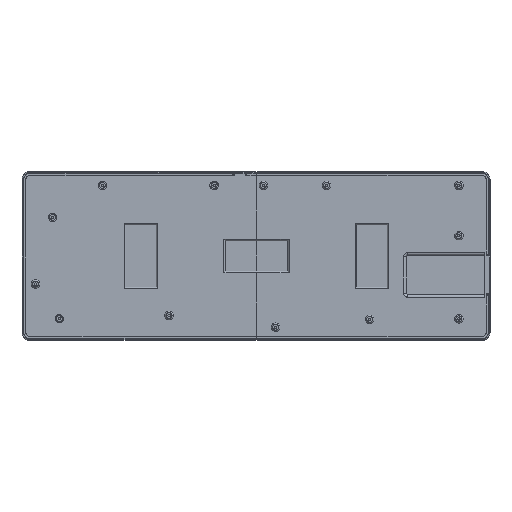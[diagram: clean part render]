
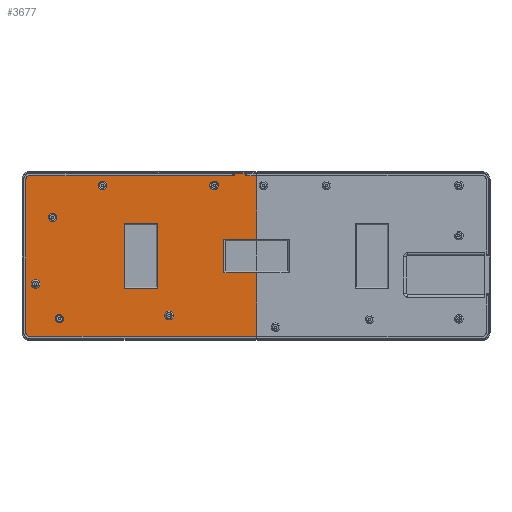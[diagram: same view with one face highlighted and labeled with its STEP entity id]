
A CAD part, top view. The second image highlights one B-rep face of the part: STEP entity #3677.
In plain terms, the highlighted face is planar.
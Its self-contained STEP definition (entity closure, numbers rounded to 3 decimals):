
#181=FACE_BOUND('',#617,.T.);
#182=FACE_BOUND('',#618,.T.);
#183=FACE_BOUND('',#619,.T.);
#184=FACE_BOUND('',#620,.T.);
#185=FACE_BOUND('',#621,.T.);
#186=FACE_BOUND('',#622,.T.);
#187=FACE_BOUND('',#623,.T.);
#214=CIRCLE('',#3946,3.);
#215=CIRCLE('',#3947,3.);
#216=CIRCLE('',#3948,3.25);
#217=CIRCLE('',#3949,3.25);
#218=CIRCLE('',#3950,3.25);
#219=CIRCLE('',#3951,3.25);
#220=CIRCLE('',#3952,3.25);
#221=CIRCLE('',#3953,3.25);
#375=FACE_OUTER_BOUND('',#616,.T.);
#616=EDGE_LOOP('',(#2520,#2521,#2522,#2523,#2524,#2525,#2526,#2527,#2528,
#2529,#2530,#2531,#2532,#2533));
#617=EDGE_LOOP('',(#2534));
#618=EDGE_LOOP('',(#2535));
#619=EDGE_LOOP('',(#2536));
#620=EDGE_LOOP('',(#2537));
#621=EDGE_LOOP('',(#2538));
#622=EDGE_LOOP('',(#2539));
#623=EDGE_LOOP('',(#2540,#2541,#2542,#2543));
#898=LINE('',#5527,#1252);
#902=LINE('',#5536,#1256);
#907=LINE('',#5544,#1261);
#908=LINE('',#5546,#1262);
#915=LINE('',#5561,#1269);
#916=LINE('',#5563,#1270);
#917=LINE('',#5565,#1271);
#918=LINE('',#5567,#1272);
#919=LINE('',#5569,#1273);
#920=LINE('',#5571,#1274);
#921=LINE('',#5573,#1275);
#922=LINE('',#5575,#1276);
#923=LINE('',#5577,#1277);
#924=LINE('',#5581,#1278);
#925=LINE('',#5585,#1279);
#926=LINE('',#5586,#1280);
#1252=VECTOR('',#4374,10.);
#1256=VECTOR('',#4380,10.);
#1261=VECTOR('',#4387,10.);
#1262=VECTOR('',#4390,10.);
#1269=VECTOR('',#4403,10.);
#1270=VECTOR('',#4404,10.);
#1271=VECTOR('',#4405,10.);
#1272=VECTOR('',#4406,10.);
#1273=VECTOR('',#4407,10.);
#1274=VECTOR('',#4408,10.);
#1275=VECTOR('',#4409,10.);
#1276=VECTOR('',#4410,10.);
#1277=VECTOR('',#4411,10.);
#1278=VECTOR('',#4414,10.);
#1279=VECTOR('',#4417,10.);
#1280=VECTOR('',#4418,10.);
#1598=VERTEX_POINT('',#5525);
#1599=VERTEX_POINT('',#5526);
#1602=VERTEX_POINT('',#5534);
#1603=VERTEX_POINT('',#5535);
#1609=VERTEX_POINT('',#5559);
#1610=VERTEX_POINT('',#5560);
#1611=VERTEX_POINT('',#5562);
#1612=VERTEX_POINT('',#5564);
#1613=VERTEX_POINT('',#5566);
#1614=VERTEX_POINT('',#5568);
#1615=VERTEX_POINT('',#5570);
#1616=VERTEX_POINT('',#5572);
#1617=VERTEX_POINT('',#5574);
#1618=VERTEX_POINT('',#5576);
#1619=VERTEX_POINT('',#5578);
#1620=VERTEX_POINT('',#5580);
#1621=VERTEX_POINT('',#5582);
#1622=VERTEX_POINT('',#5584);
#1623=VERTEX_POINT('',#5587);
#1624=VERTEX_POINT('',#5589);
#1625=VERTEX_POINT('',#5591);
#1626=VERTEX_POINT('',#5593);
#1627=VERTEX_POINT('',#5595);
#1628=VERTEX_POINT('',#5597);
#1941=EDGE_CURVE('',#1598,#1599,#898,.T.);
#1945=EDGE_CURVE('',#1602,#1603,#902,.T.);
#1950=EDGE_CURVE('',#1603,#1598,#907,.T.);
#1951=EDGE_CURVE('',#1599,#1602,#908,.T.);
#1958=EDGE_CURVE('',#1609,#1610,#915,.T.);
#1959=EDGE_CURVE('',#1611,#1609,#916,.T.);
#1960=EDGE_CURVE('',#1612,#1611,#917,.T.);
#1961=EDGE_CURVE('',#1612,#1613,#918,.T.);
#1962=EDGE_CURVE('',#1613,#1614,#919,.T.);
#1963=EDGE_CURVE('',#1615,#1614,#920,.T.);
#1964=EDGE_CURVE('',#1615,#1616,#921,.T.);
#1965=EDGE_CURVE('',#1617,#1616,#922,.T.);
#1966=EDGE_CURVE('',#1617,#1618,#923,.T.);
#1967=EDGE_CURVE('',#1618,#1619,#214,.T.);
#1968=EDGE_CURVE('',#1619,#1620,#924,.T.);
#1969=EDGE_CURVE('',#1620,#1621,#215,.T.);
#1970=EDGE_CURVE('',#1621,#1622,#925,.T.);
#1971=EDGE_CURVE('',#1622,#1610,#926,.T.);
#1972=EDGE_CURVE('',#1623,#1623,#216,.T.);
#1973=EDGE_CURVE('',#1624,#1624,#217,.T.);
#1974=EDGE_CURVE('',#1625,#1625,#218,.T.);
#1975=EDGE_CURVE('',#1626,#1626,#219,.T.);
#1976=EDGE_CURVE('',#1627,#1627,#220,.T.);
#1977=EDGE_CURVE('',#1628,#1628,#221,.T.);
#2520=ORIENTED_EDGE('',*,*,#1958,.F.);
#2521=ORIENTED_EDGE('',*,*,#1959,.F.);
#2522=ORIENTED_EDGE('',*,*,#1960,.F.);
#2523=ORIENTED_EDGE('',*,*,#1961,.T.);
#2524=ORIENTED_EDGE('',*,*,#1962,.T.);
#2525=ORIENTED_EDGE('',*,*,#1963,.F.);
#2526=ORIENTED_EDGE('',*,*,#1964,.T.);
#2527=ORIENTED_EDGE('',*,*,#1965,.F.);
#2528=ORIENTED_EDGE('',*,*,#1966,.T.);
#2529=ORIENTED_EDGE('',*,*,#1967,.T.);
#2530=ORIENTED_EDGE('',*,*,#1968,.T.);
#2531=ORIENTED_EDGE('',*,*,#1969,.T.);
#2532=ORIENTED_EDGE('',*,*,#1970,.T.);
#2533=ORIENTED_EDGE('',*,*,#1971,.T.);
#2534=ORIENTED_EDGE('',*,*,#1972,.F.);
#2535=ORIENTED_EDGE('',*,*,#1973,.F.);
#2536=ORIENTED_EDGE('',*,*,#1974,.F.);
#2537=ORIENTED_EDGE('',*,*,#1975,.F.);
#2538=ORIENTED_EDGE('',*,*,#1976,.F.);
#2539=ORIENTED_EDGE('',*,*,#1977,.F.);
#2540=ORIENTED_EDGE('',*,*,#1945,.F.);
#2541=ORIENTED_EDGE('',*,*,#1951,.F.);
#2542=ORIENTED_EDGE('',*,*,#1941,.F.);
#2543=ORIENTED_EDGE('',*,*,#1950,.F.);
#3550=PLANE('',#3945);
#3677=ADVANCED_FACE('',(#375,#181,#182,#183,#184,#185,#186,#187),#3550,
 .T.);
#3945=AXIS2_PLACEMENT_3D('',#5558,#4401,#4402);
#3946=AXIS2_PLACEMENT_3D('',#5579,#4412,#4413);
#3947=AXIS2_PLACEMENT_3D('',#5583,#4415,#4416);
#3948=AXIS2_PLACEMENT_3D('',#5588,#4419,#4420);
#3949=AXIS2_PLACEMENT_3D('',#5590,#4421,#4422);
#3950=AXIS2_PLACEMENT_3D('',#5592,#4423,#4424);
#3951=AXIS2_PLACEMENT_3D('',#5594,#4425,#4426);
#3952=AXIS2_PLACEMENT_3D('',#5596,#4427,#4428);
#3953=AXIS2_PLACEMENT_3D('',#5598,#4429,#4430);
#4374=DIRECTION('',(0.,-0.999,0.052));
#4380=DIRECTION('',(0.,0.999,-0.052));
#4387=DIRECTION('',(-1.,0.,0.));
#4390=DIRECTION('',(1.,0.,0.));
#4401=DIRECTION('center_axis',(0.,0.052,0.999));
#4402=DIRECTION('ref_axis',(1.,0.,0.));
#4403=DIRECTION('',(1.,0.,0.));
#4404=DIRECTION('',(0.,-0.999,0.052));
#4405=DIRECTION('',(-1.,0.,0.));
#4406=DIRECTION('',(0.,0.999,-0.052));
#4407=DIRECTION('',(-1.,0.,0.));
#4408=DIRECTION('',(0.,-0.999,0.052));
#4409=DIRECTION('',(-1.,0.,0.));
#4410=DIRECTION('',(0.,0.999,-0.052));
#4411=DIRECTION('',(-1.,0.,0.));
#4412=DIRECTION('center_axis',(0.,0.052,0.999));
#4413=DIRECTION('ref_axis',(0.,0.999,-0.052));
#4414=DIRECTION('',(0.,-0.999,0.052));
#4415=DIRECTION('center_axis',(0.,0.052,0.999));
#4416=DIRECTION('ref_axis',(-1.,0.,0.));
#4417=DIRECTION('',(1.,0.,0.));
#4418=DIRECTION('',(0.,0.999,-0.052));
#4419=DIRECTION('center_axis',(0.,0.052,0.999));
#4420=DIRECTION('ref_axis',(-1.,0.,0.));
#4421=DIRECTION('center_axis',(0.,0.052,0.999));
#4422=DIRECTION('ref_axis',(-1.,0.,0.));
#4423=DIRECTION('center_axis',(0.,0.052,0.999));
#4424=DIRECTION('ref_axis',(-1.,0.,0.));
#4425=DIRECTION('center_axis',(0.,0.052,0.999));
#4426=DIRECTION('ref_axis',(-1.,0.,0.));
#4427=DIRECTION('center_axis',(0.,0.052,0.999));
#4428=DIRECTION('ref_axis',(-1.,0.,0.));
#4429=DIRECTION('center_axis',(0.,0.052,0.999));
#4430=DIRECTION('ref_axis',(-1.,0.,0.));
#5525=CARTESIAN_POINT('',(78.258,89.392,1.296));
#5526=CARTESIAN_POINT('',(78.258,39.66,3.902));
#5527=CARTESIAN_POINT('',(78.258,52.593,3.225));
#5534=CARTESIAN_POINT('',(103.758,39.66,3.902));
#5535=CARTESIAN_POINT('',(103.758,89.392,1.296));
#5536=CARTESIAN_POINT('',(103.758,76.46,1.974));
#5544=CARTESIAN_POINT('',(129.129,89.392,1.296));
#5546=CARTESIAN_POINT('',(140.879,39.66,3.902));
#5558=CARTESIAN_POINT('Origin',(179.,64.526,2.599));
#5559=CARTESIAN_POINT('',(154.5,51.794,3.267));
#5560=CARTESIAN_POINT('',(179.4,51.794,3.267));
#5561=CARTESIAN_POINT('',(191.15,51.794,3.267));
#5562=CARTESIAN_POINT('',(154.5,77.259,1.932));
#5563=CARTESIAN_POINT('',(154.5,58.659,2.907));
#5564=CARTESIAN_POINT('',(179.4,77.259,1.932));
#5565=CARTESIAN_POINT('',(167.25,77.259,1.932));
#5566=CARTESIAN_POINT('',(179.4,125.942,-0.619));
#5567=CARTESIAN_POINT('',(179.4,64.526,2.599));
#5568=CARTESIAN_POINT('',(170.7,125.942,-0.619));
#5569=CARTESIAN_POINT('',(92.5,125.942,-0.619));
#5570=CARTESIAN_POINT('',(170.7,127.64,-0.708));
#5571=CARTESIAN_POINT('',(170.7,96.732,0.911));
#5572=CARTESIAN_POINT('',(162.3,127.64,-0.708));
#5573=CARTESIAN_POINT('',(172.75,127.64,-0.708));
#5574=CARTESIAN_POINT('',(162.3,125.942,-0.619));
#5575=CARTESIAN_POINT('',(162.3,96.732,0.911));
#5576=CARTESIAN_POINT('',(6.,125.942,-0.619));
#5577=CARTESIAN_POINT('',(92.5,125.942,-0.619));
#5578=CARTESIAN_POINT('',(3.,122.946,-0.462));
#5579=CARTESIAN_POINT('Origin',(6.,122.946,-0.462));
#5580=CARTESIAN_POINT('',(3.,6.106,5.661));
#5581=CARTESIAN_POINT('',(3.,35.316,4.13));
#5582=CARTESIAN_POINT('',(6.,3.11,5.818));
#5583=CARTESIAN_POINT('Origin',(6.,6.106,5.661));
#5584=CARTESIAN_POINT('',(179.4,3.11,5.818));
#5585=CARTESIAN_POINT('',(265.5,3.11,5.818));
#5586=CARTESIAN_POINT('',(179.4,64.526,2.599));
#5587=CARTESIAN_POINT('',(115.75,19.089,4.981));
#5588=CARTESIAN_POINT('Origin',(112.5,19.089,4.981));
#5589=CARTESIAN_POINT('',(64.75,118.452,-0.227));
#5590=CARTESIAN_POINT('Origin',(61.5,118.452,-0.227));
#5591=CARTESIAN_POINT('',(13.55,43.056,3.725));
#5592=CARTESIAN_POINT('Origin',(10.3,43.056,3.725));
#5593=CARTESIAN_POINT('',(31.75,16.592,5.111));
#5594=CARTESIAN_POINT('Origin',(28.5,16.592,5.111));
#5595=CARTESIAN_POINT('',(26.75,93.986,1.055));
#5596=CARTESIAN_POINT('Origin',(23.5,93.986,1.055));
#5597=CARTESIAN_POINT('',(150.25,118.452,-0.227));
#5598=CARTESIAN_POINT('Origin',(147.,118.452,-0.227));
